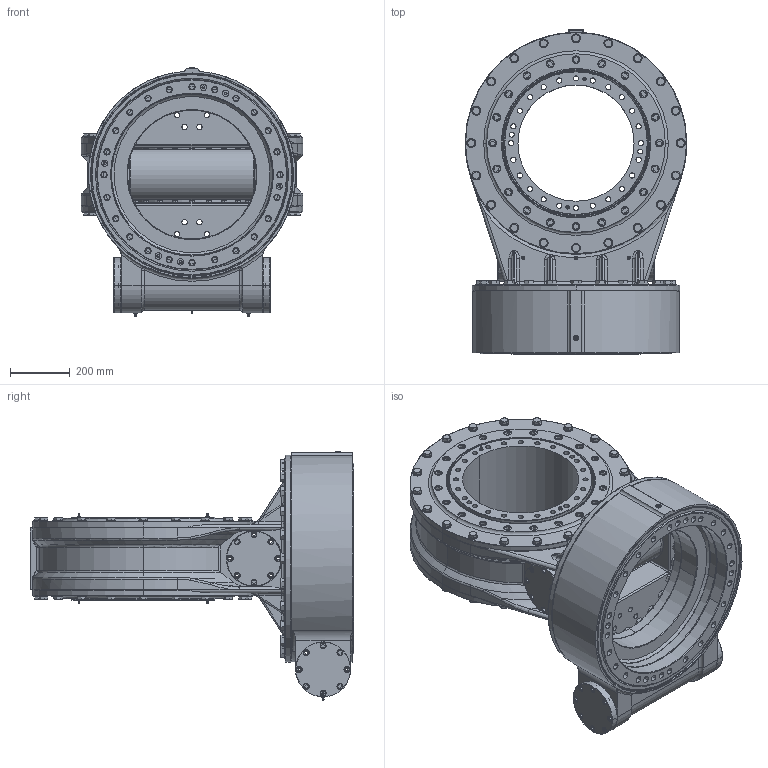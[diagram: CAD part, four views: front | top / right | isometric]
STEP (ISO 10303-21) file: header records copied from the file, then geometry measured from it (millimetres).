
FILE_DESCRIPTION (( 'STEP AP214' ), '1' );
FILE_NAME ('DAD8S-A0-RM - Assembly-SH.STEP', '2018-04-16T10:05:58', ( '' ), ( '' ), 'SwSTEP 2.0', 'SolidWorks 2016', '' );
FILE_SCHEMA (( 'AUTOMOTIVE_DESIGN' ));
Length unit declared in the file: millimetre
Products named in the file (1): DAD8S-A0-RM - Assembly-SH
Bounding box: 744 x 1087.5 x 834.5 mm (x, y, z)
Surface area: 5109720.1 mm2 (no closed solid volume)
Topology: 0 solids, 296 shells, 2653 faces, 8656 edges, 6143 vertices
Faces by surface type: plane 1281, cylinder 734, cone 312, torus 224, bspline 72, sphere 30
Entity records: 137161 total; most frequent: CARTESIAN_POINT 33661, DIRECTION 15574, ORIENTED_EDGE 13373, EDGE_CURVE 8628, VERTEX_POINT 6143, AXIS2_PLACEMENT_3D 5863, VECTOR 3848, LINE 3848
